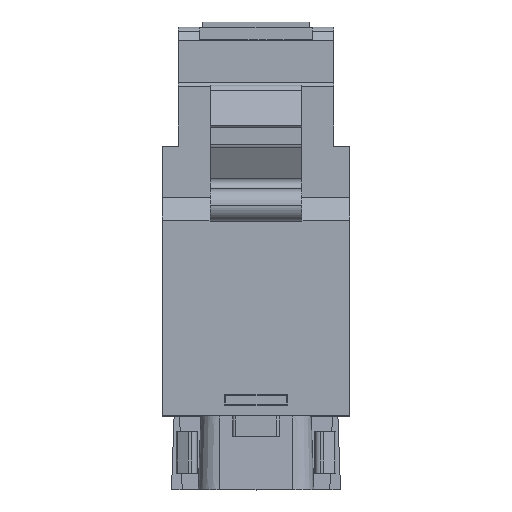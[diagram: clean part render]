
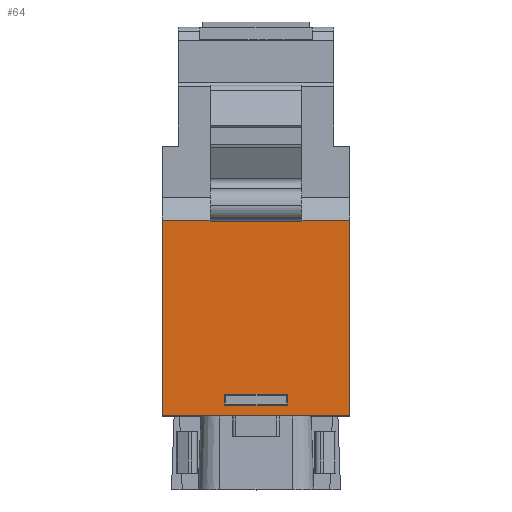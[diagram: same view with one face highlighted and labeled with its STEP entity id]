
A CAD part, top view. The second image highlights one B-rep face of the part: STEP entity #64.
In plain terms, the highlighted planar face has unit normal (0, 0, 1).
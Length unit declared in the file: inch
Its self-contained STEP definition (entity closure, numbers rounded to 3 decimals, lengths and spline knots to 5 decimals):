
#64 = ADVANCED_FACE ( 'NONE', ( #14432, #5291 ), #19956, .F. ) ;
#241 = LINE ( 'NONE', #3743, #14359 ) ;
#269 = VECTOR ( 'NONE', #15634, 39.37008 ) ;
#311 = DIRECTION ( 'NONE',  ( 0., 1., 0. ) ) ;
#473 = ORIENTED_EDGE ( 'NONE', *, *, #15895, .F. ) ;
#582 = CARTESIAN_POINT ( 'NONE',  ( -0.34449, -1.18701, 0.4065 ) ) ;
#1006 = LINE ( 'NONE', #19519, #23523 ) ;
#1075 = VECTOR ( 'NONE', #3200, 39.37008 ) ;
#1663 = EDGE_CURVE ( 'NONE', #22013, #23709, #4631, .T. ) ;
#1939 = VERTEX_POINT ( 'NONE', #9547 ) ;
#2550 = CARTESIAN_POINT ( 'NONE',  ( -0.11535, -1.10827, 0.4065 ) ) ;
#2578 = DIRECTION ( 'NONE',  ( 0., 1., 0. ) ) ;
#2772 = VERTEX_POINT ( 'NONE', #22061 ) ;
#2913 = VECTOR ( 'NONE', #18478, 39.37008 ) ;
#3021 = EDGE_CURVE ( 'NONE', #1939, #21502, #19405, .T. ) ;
#3200 = DIRECTION ( 'NONE',  ( 0., 1., 0. ) ) ;
#3247 = ORIENTED_EDGE ( 'NONE', *, *, #7870, .F. ) ;
#3467 = AXIS2_PLACEMENT_3D ( 'NONE', #582, #22217, #8048 ) ;
#3739 = EDGE_CURVE ( 'NONE', #11391, #19837, #10168, .T. ) ;
#3743 = CARTESIAN_POINT ( 'NONE',  ( -0.11535, -1.14764, 0.4065 ) ) ;
#4527 = CARTESIAN_POINT ( 'NONE',  ( 0.34449, -0.46654, 0.4065 ) ) ;
#4631 = LINE ( 'NONE', #19423, #13928 ) ;
#4945 = ORIENTED_EDGE ( 'NONE', *, *, #3739, .F. ) ;
#5126 = VECTOR ( 'NONE', #12036, 39.37008 ) ;
#5145 = CARTESIAN_POINT ( 'NONE',  ( -0.34449, -0.46654, 0.4065 ) ) ;
#5291 = FACE_OUTER_BOUND ( 'NONE', #16971, .T. ) ;
#5430 = ORIENTED_EDGE ( 'NONE', *, *, #10749, .T. ) ;
#5967 = EDGE_CURVE ( 'NONE', #13823, #20359, #12854, .T. ) ;
#6055 = CARTESIAN_POINT ( 'NONE',  ( -0.34449, -0.46654, 0.4065 ) ) ;
#6119 = CARTESIAN_POINT ( 'NONE',  ( -0.16929, -0.46654, 0.4065 ) ) ;
#6168 = EDGE_LOOP ( 'NONE', ( #15871, #7922, #473, #3247 ) ) ;
#6902 = CARTESIAN_POINT ( 'NONE',  ( -0.16929, -0.46839, 0.4065 ) ) ;
#7549 = CARTESIAN_POINT ( 'NONE',  ( -0.34449, -1.18701, 0.4065 ) ) ;
#7589 = DIRECTION ( 'NONE',  ( 1., 0., 0. ) ) ;
#7870 = EDGE_CURVE ( 'NONE', #22496, #2772, #17553, .T. ) ;
#7922 = ORIENTED_EDGE ( 'NONE', *, *, #1663, .F. ) ;
#8048 = DIRECTION ( 'NONE',  ( -1., 0., 0. ) ) ;
#8090 = LINE ( 'NONE', #6055, #9734 ) ;
#8482 = ORIENTED_EDGE ( 'NONE', *, *, #3021, .F. ) ;
#8578 = CARTESIAN_POINT ( 'NONE',  ( 0.16929, -0.46839, 0.4065 ) ) ;
#9225 = LINE ( 'NONE', #7549, #15799 ) ;
#9351 = VERTEX_POINT ( 'NONE', #6119 ) ;
#9547 = CARTESIAN_POINT ( 'NONE',  ( 0.34449, -1.18701, 0.4065 ) ) ;
#9734 = VECTOR ( 'NONE', #13744, 39.37008 ) ;
#10168 = LINE ( 'NONE', #11958, #19641 ) ;
#10749 = EDGE_CURVE ( 'NONE', #1939, #19837, #21242, .T. ) ;
#10987 = ORIENTED_EDGE ( 'NONE', *, *, #15583, .F. ) ;
#11042 = CARTESIAN_POINT ( 'NONE',  ( -0.34449, -0.46839, 0.4065 ) ) ;
#11391 = VERTEX_POINT ( 'NONE', #12315 ) ;
#11718 = DIRECTION ( 'NONE',  ( 0., 1., 0. ) ) ;
#11845 = ORIENTED_EDGE ( 'NONE', *, *, #19743, .F. ) ;
#11958 = CARTESIAN_POINT ( 'NONE',  ( -0.34449, -0.46654, 0.4065 ) ) ;
#12036 = DIRECTION ( 'NONE',  ( -1., 0., 0. ) ) ;
#12186 = DIRECTION ( 'NONE',  ( -1., 0., 0. ) ) ;
#12315 = CARTESIAN_POINT ( 'NONE',  ( 0.16929, -0.46654, 0.4065 ) ) ;
#12854 = LINE ( 'NONE', #11042, #2913 ) ;
#13744 = DIRECTION ( 'NONE',  ( 1., 0., 0. ) ) ;
#13823 = VERTEX_POINT ( 'NONE', #6902 ) ;
#13928 = VECTOR ( 'NONE', #21220, 39.37008 ) ;
#14359 = VECTOR ( 'NONE', #7589, 39.37008 ) ;
#14432 = FACE_BOUND ( 'NONE', #6168, .T. ) ;
#14979 = CARTESIAN_POINT ( 'NONE',  ( -0.11535, -1.10827, 0.4065 ) ) ;
#15479 = VECTOR ( 'NONE', #2578, 39.37008 ) ;
#15583 = EDGE_CURVE ( 'NONE', #20824, #9351, #8090, .T. ) ;
#15634 = DIRECTION ( 'NONE',  ( 0., -1., 0. ) ) ;
#15799 = VECTOR ( 'NONE', #311, 39.37008 ) ;
#15871 = ORIENTED_EDGE ( 'NONE', *, *, #21846, .F. ) ;
#15895 = EDGE_CURVE ( 'NONE', #2772, #22013, #241, .T. ) ;
#15910 = CARTESIAN_POINT ( 'NONE',  ( -0.16929, -0.46839, 0.4065 ) ) ;
#16971 = EDGE_LOOP ( 'NONE', ( #20779, #19863, #10987, #11845, #8482, #5430, #4945, #23634 ) ) ;
#17202 = CARTESIAN_POINT ( 'NONE',  ( -0.11535, -1.14764, 0.4065 ) ) ;
#17434 = VECTOR ( 'NONE', #12186, 39.37008 ) ;
#17454 = LINE ( 'NONE', #2550, #5126 ) ;
#17553 = LINE ( 'NONE', #17202, #269 ) ;
#18478 = DIRECTION ( 'NONE',  ( 1., 0., 0. ) ) ;
#19293 = DIRECTION ( 'NONE',  ( 1., 0., 0. ) ) ;
#19405 = LINE ( 'NONE', #23233, #17434 ) ;
#19423 = CARTESIAN_POINT ( 'NONE',  ( 0.11535, -1.14764, 0.4065 ) ) ;
#19438 = CARTESIAN_POINT ( 'NONE',  ( 0.11535, -1.10827, 0.4065 ) ) ;
#19519 = CARTESIAN_POINT ( 'NONE',  ( 0.16929, -0.46839, 0.4065 ) ) ;
#19641 = VECTOR ( 'NONE', #19293, 39.37008 ) ;
#19743 = EDGE_CURVE ( 'NONE', #21502, #20824, #9225, .T. ) ;
#19805 = CARTESIAN_POINT ( 'NONE',  ( 0.34449, -1.18701, 0.4065 ) ) ;
#19837 = VERTEX_POINT ( 'NONE', #4527 ) ;
#19863 = ORIENTED_EDGE ( 'NONE', *, *, #21492, .T. ) ;
#19956 = PLANE ( 'NONE',  #3467 ) ;
#20359 = VERTEX_POINT ( 'NONE', #8578 ) ;
#20779 = ORIENTED_EDGE ( 'NONE', *, *, #5967, .F. ) ;
#20824 = VERTEX_POINT ( 'NONE', #5145 ) ;
#21220 = DIRECTION ( 'NONE',  ( 0., 1., 0. ) ) ;
#21242 = LINE ( 'NONE', #19805, #1075 ) ;
#21431 = EDGE_CURVE ( 'NONE', #20359, #11391, #1006, .T. ) ;
#21492 = EDGE_CURVE ( 'NONE', #13823, #9351, #22755, .T. ) ;
#21502 = VERTEX_POINT ( 'NONE', #23707 ) ;
#21846 = EDGE_CURVE ( 'NONE', #23709, #22496, #17454, .T. ) ;
#22013 = VERTEX_POINT ( 'NONE', #22224 ) ;
#22061 = CARTESIAN_POINT ( 'NONE',  ( -0.11535, -1.14764, 0.4065 ) ) ;
#22217 = DIRECTION ( 'NONE',  ( 0., 0., -1. ) ) ;
#22224 = CARTESIAN_POINT ( 'NONE',  ( 0.11535, -1.14764, 0.4065 ) ) ;
#22496 = VERTEX_POINT ( 'NONE', #14979 ) ;
#22755 = LINE ( 'NONE', #15910, #15479 ) ;
#23233 = CARTESIAN_POINT ( 'NONE',  ( -0.34449, -1.18701, 0.4065 ) ) ;
#23523 = VECTOR ( 'NONE', #11718, 39.37008 ) ;
#23634 = ORIENTED_EDGE ( 'NONE', *, *, #21431, .F. ) ;
#23707 = CARTESIAN_POINT ( 'NONE',  ( -0.34449, -1.18701, 0.4065 ) ) ;
#23709 = VERTEX_POINT ( 'NONE', #19438 ) ;
